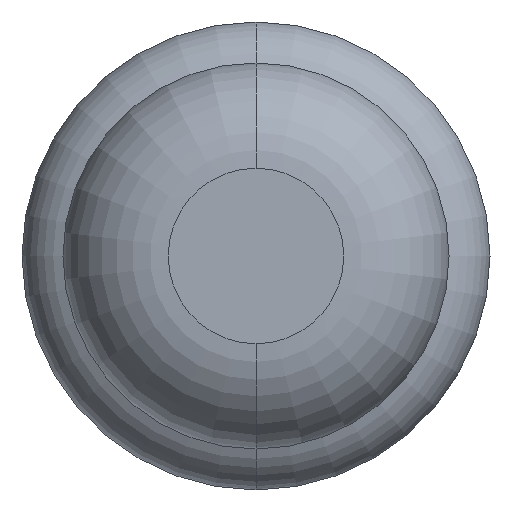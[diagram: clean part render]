
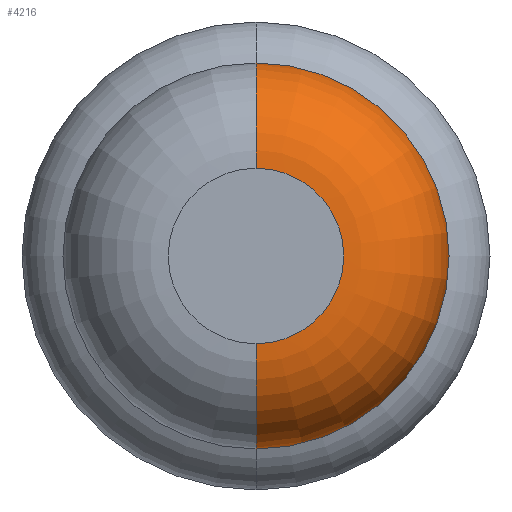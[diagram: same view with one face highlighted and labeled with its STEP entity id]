
A CAD part, front view. The second image highlights one B-rep face of the part: STEP entity #4216.
In plain terms, the highlighted toroidal (fillet/blend) face has major radius 0.375 mm and minor radius 0.45 mm.
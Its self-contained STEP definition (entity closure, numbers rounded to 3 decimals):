
#64 = EDGE_CURVE ( 'NONE', #1818, #2901, #390, .T. ) ;
#90 = CARTESIAN_POINT ( 'NONE',  ( 0., -23.55, 0. ) ) ;
#328 = CARTESIAN_POINT ( 'NONE',  ( 0., -23.55, 0.375 ) ) ;
#350 = ORIENTED_EDGE ( 'NONE', *, *, #1581, .F. ) ;
#361 = DIRECTION ( 'NONE',  ( -1., 0., 0. ) ) ;
#390 = CIRCLE ( 'NONE', #3956, 0.45 ) ;
#698 = DIRECTION ( 'NONE',  ( 0., 1., 0. ) ) ;
#769 = AXIS2_PLACEMENT_3D ( 'NONE', #328, #361, #1046 ) ;
#827 = AXIS2_PLACEMENT_3D ( 'NONE', #1041, #698, #1008 ) ;
#962 = CIRCLE ( 'NONE', #3258, 0.825 ) ;
#1008 = DIRECTION ( 'NONE',  ( 0., 0., 1. ) ) ;
#1041 = CARTESIAN_POINT ( 'NONE',  ( 0., -24., 0. ) ) ;
#1046 = DIRECTION ( 'NONE',  ( 0., 0., 1. ) ) ;
#1362 = CARTESIAN_POINT ( 'NONE',  ( 0., -23.55, -0.375 ) ) ;
#1366 = TOROIDAL_SURFACE ( 'NONE', #3036, 0.375, 0.45 ) ;
#1376 = CARTESIAN_POINT ( 'NONE',  ( 0., -23.55, -0.825 ) ) ;
#1408 = DIRECTION ( 'NONE',  ( 0., 0., -1. ) ) ;
#1581 = EDGE_CURVE ( 'Defeature ausgef�hrt1_7+Defeature ausgef�hrt1_6+Defeature ausgef�hrt1_6+Defeature ausgef�hrt1_6', #3529, #2901, #962, .T. ) ;
#1818 = VERTEX_POINT ( 'NONE', #2911 ) ;
#1905 = CARTESIAN_POINT ( 'NONE',  ( 0., -23.55, 0.825 ) ) ;
#2001 = DIRECTION ( 'NONE',  ( 0., 1., 0. ) ) ;
#2322 = ORIENTED_EDGE ( 'NONE', *, *, #3242, .T. ) ;
#2499 = DIRECTION ( 'NONE',  ( 0., 0., 1. ) ) ;
#2622 = CARTESIAN_POINT ( 'NONE',  ( 0., -24., 0.375 ) ) ;
#2663 = DIRECTION ( 'NONE',  ( 0., 0., 1. ) ) ;
#2687 = ORIENTED_EDGE ( 'NONE', *, *, #2831, .F. ) ;
#2831 = EDGE_CURVE ( 'NONE', #3898, #3529, #3786, .T. ) ;
#2901 = VERTEX_POINT ( 'NONE', #1376 ) ;
#2911 = CARTESIAN_POINT ( 'NONE',  ( 0., -24., -0.375 ) ) ;
#3036 = AXIS2_PLACEMENT_3D ( 'NONE', #90, #4170, #2499 ) ;
#3217 = CIRCLE ( 'NONE', #827, 0.375 ) ;
#3242 = EDGE_CURVE ( 'Defeature ausgef�hrt1_6+Defeature ausgef�hrt1_5+Defeature ausgef�hrt1_5+Defeature ausgef�hrt1_5', #3898, #1818, #3217, .T. ) ;
#3258 = AXIS2_PLACEMENT_3D ( 'NONE', #3667, #2001, #2663 ) ;
#3529 = VERTEX_POINT ( 'NONE', #1905 ) ;
#3667 = CARTESIAN_POINT ( 'NONE',  ( 0., -23.55, 0. ) ) ;
#3728 = DIRECTION ( 'NONE',  ( 1., 0., 0. ) ) ;
#3786 = CIRCLE ( 'NONE', #769, 0.45 ) ;
#3817 = FACE_OUTER_BOUND ( 'NONE', #4055, .T. ) ;
#3838 = ORIENTED_EDGE ( 'NONE', *, *, #64, .T. ) ;
#3898 = VERTEX_POINT ( 'NONE', #2622 ) ;
#3956 = AXIS2_PLACEMENT_3D ( 'NONE', #1362, #3728, #1408 ) ;
#4055 = EDGE_LOOP ( 'NONE', ( #2322, #3838, #350, #2687 ) ) ;
#4170 = DIRECTION ( 'NONE',  ( 0., 1., 0. ) ) ;
#4216 = ADVANCED_FACE ( 'Defeature ausgef�hrt1_6', ( #3817 ), #1366, .T. ) ;
